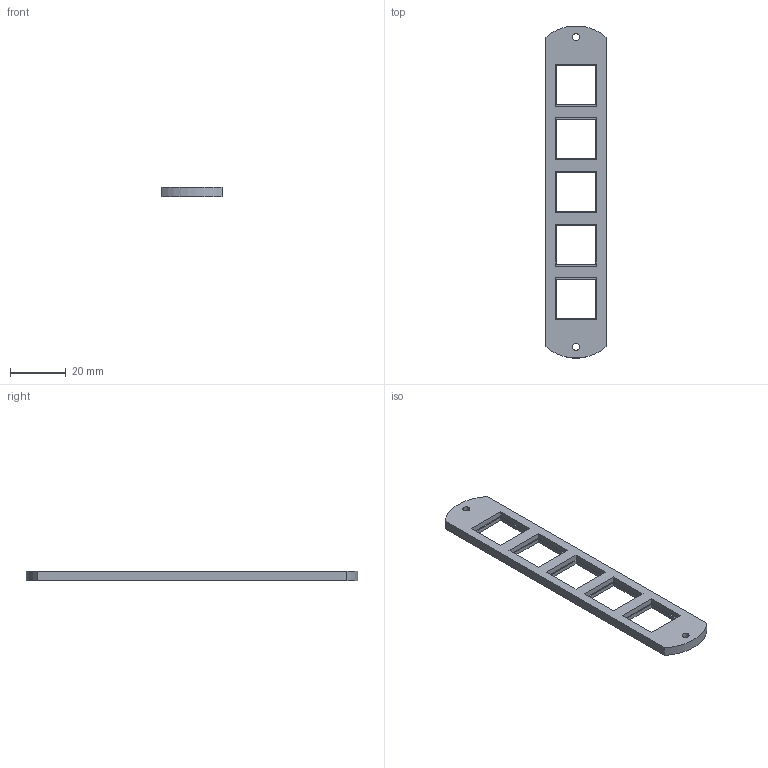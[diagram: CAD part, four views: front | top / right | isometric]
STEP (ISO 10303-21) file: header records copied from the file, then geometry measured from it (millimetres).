
FILE_DESCRIPTION(/* description */ ('STEP AP214'),/* implementation_level */ '2;1');
FILE_NAME(/* name */ '6149501bb60914664c4c341b',/* time_stamp */ '2021-09-21T03:23:07+00:00',/* author */ (''),/* organization */ (''),/* preprocessor_version */ 'ST-DEVELOPER v18.1',/* originating_system */ ' ',/* authorisation */ ' ');
FILE_SCHEMA (('AUTOMOTIVE_DESIGN {1 0 10303 214 3 1 1}'));
Length unit declared in the file: metre
Products named in the file (1): Acc Cover
Bounding box: 21.5 x 118.6 x 3.4 mm (x, y, z)
Volume: 4896.8 mm3; surface area: 4965.5 mm2
Topology: 1 solids, 1 shells, 53 faces, 140 edges, 94 vertices
Faces by surface type: plane 49, cylinder 4
Full cylindrical faces by diameter (mm): 2.5 x2
Entity records: 1648 total; most frequent: CARTESIAN_POINT 282, ORIENTED_EDGE 272, DIRECTION 252, EDGE_CURVE 136, LINE 128, VECTOR 128, VERTEX_POINT 92, EDGE_LOOP 74
